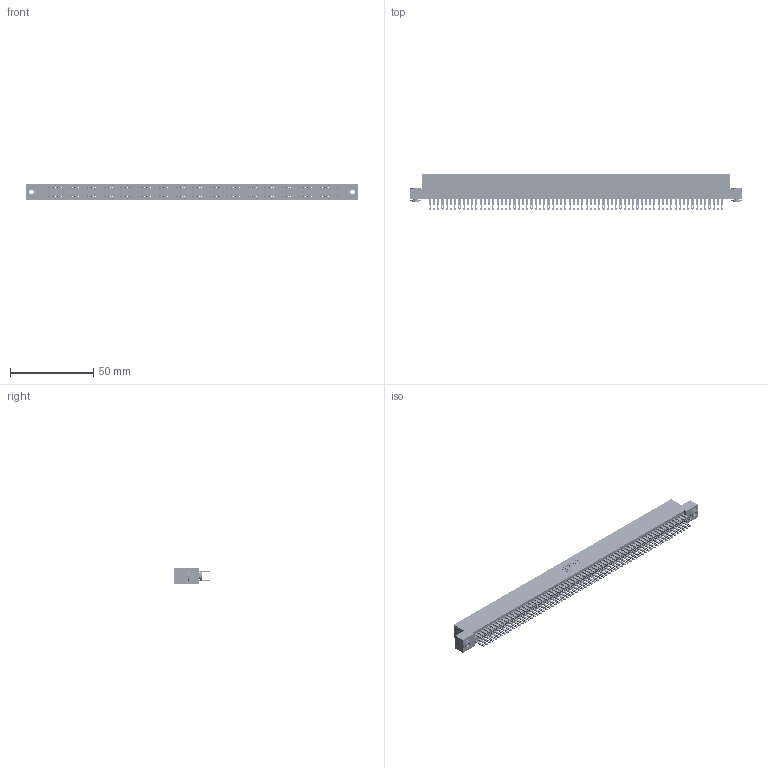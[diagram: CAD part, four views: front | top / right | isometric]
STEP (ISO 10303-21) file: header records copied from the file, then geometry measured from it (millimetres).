
FILE_DESCRIPTION (( 'STEP AP203' ), '1' );
FILE_NAME ('895-140-500-203.STEP', '2020-10-13T19:16:37', ( '' ), ( '' ), 'SwSTEP 2.0', 'SolidWorks 2020', '' );
FILE_SCHEMA (( 'CONFIG_CONTROL_DESIGN' ));
Length unit declared in the file: inch
Products named in the file (4): 895-140-500-203; 345-250-002_345-250-002-102; 345-292-001_345-293-100; 845 Part_Flush Mounting Lugs - 0.156 Dia-TH
Assembly tree (143 placements, depth 2):
  895-140-500-203
    845 Part_Flush Mounting Lugs - 0.156 Dia-TH
    345-292-001_345-293-100  x140
    345-250-002_345-250-002-102  x2
Bounding box: 199.01 x 21.51 x 9.4 mm (x, y, z)
Volume: 20039.1 mm3; surface area: 31796.2 mm2
Topology: 143 solids, 143 shells, 6604 faces, 20157 edges, 13434 vertices
Faces by surface type: plane 3870, cylinder 2726, cone 8
Entity records: 51734 total; most frequent: CARTESIAN_POINT 8619, ORIENTED_EDGE 8546, DIRECTION 7599, EDGE_CURVE 4273, LINE 3833, VECTOR 3833, VERTEX_POINT 2846, AXIS2_PLACEMENT_3D 1883
